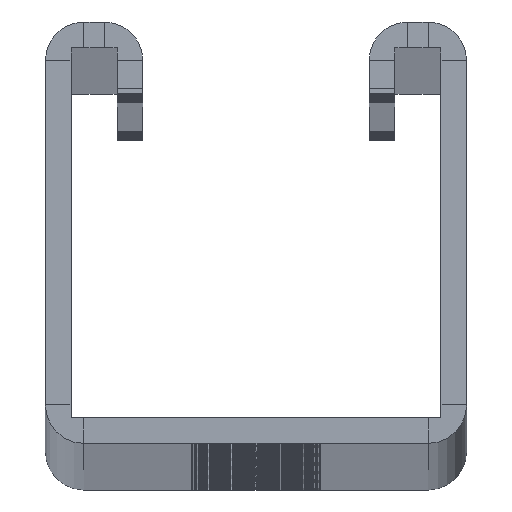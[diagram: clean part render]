
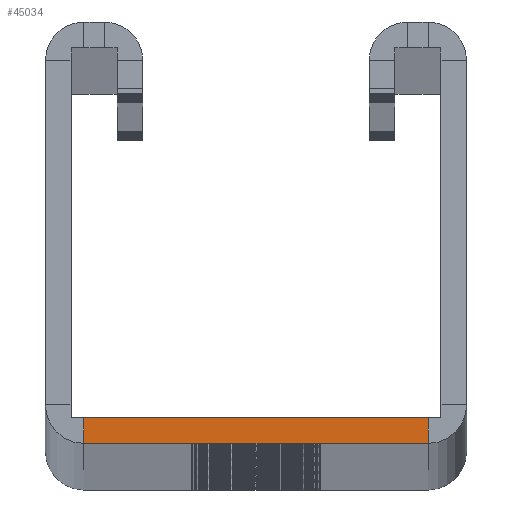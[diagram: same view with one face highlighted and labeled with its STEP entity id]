
A CAD part, top view. The second image highlights one B-rep face of the part: STEP entity #45034.
In plain terms, the highlighted planar face has unit normal (0, 0, 1).
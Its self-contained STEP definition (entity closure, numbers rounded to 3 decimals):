
#391 = EDGE_CURVE ( 'NONE', #9478, #32897, #24519, .T. ) ;
#703 = EDGE_CURVE ( 'NONE', #51270, #32897, #62031, .T. ) ;
#2153 = VERTEX_POINT ( 'NONE', #37247 ) ;
#7907 = CARTESIAN_POINT ( 'NONE',  ( 0., 2.5, 0. ) ) ;
#8405 = DIRECTION ( 'NONE',  ( 0., -1., 0. ) ) ;
#9478 = VERTEX_POINT ( 'NONE', #48706 ) ;
#10681 = VECTOR ( 'NONE', #8405, 1000. ) ;
#13158 = EDGE_CURVE ( 'NONE', #2153, #9478, #14366, .T. ) ;
#13815 = CARTESIAN_POINT ( 'NONE',  ( 16.75, 2.5, 0. ) ) ;
#14366 = LINE ( 'NONE', #13815, #10681 ) ;
#16098 = CARTESIAN_POINT ( 'NONE',  ( -16.75, 0., 0. ) ) ;
#19512 = DIRECTION ( 'NONE',  ( -1., 0., 0. ) ) ;
#24519 = LINE ( 'NONE', #42396, #41916 ) ;
#31855 = CARTESIAN_POINT ( 'NONE',  ( -16.75, 2.5, 0. ) ) ;
#32727 = VECTOR ( 'NONE', #69405, 1000. ) ;
#32897 = VERTEX_POINT ( 'NONE', #16098 ) ;
#37247 = CARTESIAN_POINT ( 'NONE',  ( 16.75, 2.5, 0. ) ) ;
#37269 = DIRECTION ( 'NONE',  ( -1., 0., 0. ) ) ;
#41027 = ORIENTED_EDGE ( 'NONE', *, *, #13158, .F. ) ;
#41916 = VECTOR ( 'NONE', #37269, 1000. ) ;
#42396 = CARTESIAN_POINT ( 'NONE',  ( 0., 0., 0. ) ) ;
#42534 = EDGE_CURVE ( 'NONE', #2153, #51270, #74211, .T. ) ;
#45034 = ADVANCED_FACE ( 'NONE', ( #65179 ), #74854, .T. ) ;
#45733 = DIRECTION ( 'NONE',  ( 0., 0., 1. ) ) ;
#46901 = ORIENTED_EDGE ( 'NONE', *, *, #42534, .T. ) ;
#47008 = CARTESIAN_POINT ( 'NONE',  ( -14.75, 37.25, 0. ) ) ;
#48706 = CARTESIAN_POINT ( 'NONE',  ( 16.75, 0., 0. ) ) ;
#51270 = VERTEX_POINT ( 'NONE', #31855 ) ;
#58268 = ORIENTED_EDGE ( 'NONE', *, *, #391, .F. ) ;
#62031 = LINE ( 'NONE', #63299, #32727 ) ;
#63051 = AXIS2_PLACEMENT_3D ( 'NONE', #47008, #45733, #63352 ) ;
#63299 = CARTESIAN_POINT ( 'NONE',  ( -16.75, 2.5, 0. ) ) ;
#63352 = DIRECTION ( 'NONE',  ( 1., 0., 0. ) ) ;
#65179 = FACE_OUTER_BOUND ( 'NONE', #66243, .T. ) ;
#66243 = EDGE_LOOP ( 'NONE', ( #46901, #75885, #58268, #41027 ) ) ;
#69405 = DIRECTION ( 'NONE',  ( 0., -1., 0. ) ) ;
#74211 = LINE ( 'NONE', #7907, #76032 ) ;
#74854 = PLANE ( 'NONE',  #63051 ) ;
#75885 = ORIENTED_EDGE ( 'NONE', *, *, #703, .T. ) ;
#76032 = VECTOR ( 'NONE', #19512, 1000. ) ;
